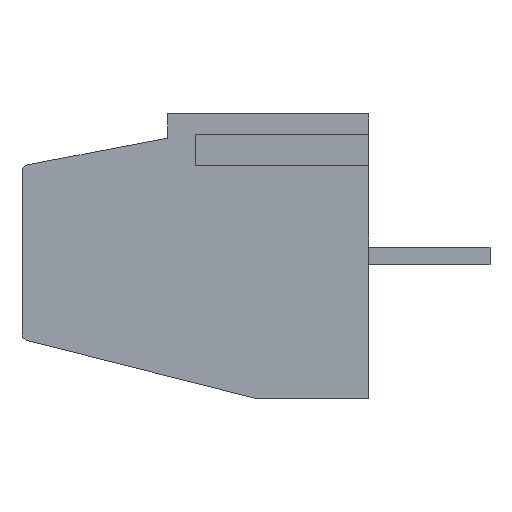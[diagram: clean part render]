
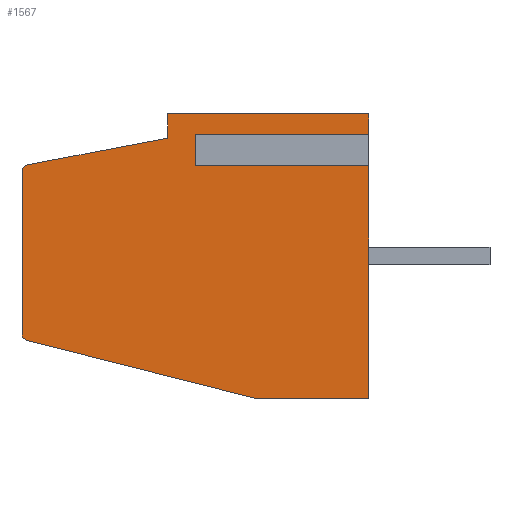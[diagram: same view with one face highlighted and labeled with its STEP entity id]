
A CAD part, left-side view. The second image highlights one B-rep face of the part: STEP entity #1567.
In plain terms, the highlighted planar face has unit normal (-1, 0, 0).
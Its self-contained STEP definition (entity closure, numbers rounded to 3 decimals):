
#84=FACE_OUTER_BOUND('',#180,.T.);
#180=EDGE_LOOP('',(#1044,#1045,#1046,#1047,#1048,#1049,#1050,#1051,#1052,
#1053,#1054,#1055,#1056));
#296=CIRCLE('',#1678,0.2);
#297=CIRCLE('',#1679,0.2);
#338=LINE('',#2265,#506);
#339=LINE('',#2267,#507);
#340=LINE('',#2269,#508);
#341=LINE('',#2271,#509);
#342=LINE('',#2273,#510);
#343=LINE('',#2275,#511);
#344=LINE('',#2279,#512);
#345=LINE('',#2283,#513);
#346=LINE('',#2285,#514);
#347=LINE('',#2287,#515);
#348=LINE('',#2288,#516);
#506=VECTOR('',#1819,0.5);
#507=VECTOR('',#1820,5.);
#508=VECTOR('',#1821,0.8);
#509=VECTOR('',#1822,5.8);
#510=VECTOR('',#1823,0.7);
#511=VECTOR('',#1824,4.11);
#512=VECTOR('',#1827,4.679);
#513=VECTOR('',#1830,6.757);
#514=VECTOR('',#1831,3.3);
#515=VECTOR('',#1832,6.9);
#516=VECTOR('',#1833,5.);
#674=VERTEX_POINT('',#2263);
#675=VERTEX_POINT('',#2264);
#676=VERTEX_POINT('',#2266);
#677=VERTEX_POINT('',#2268);
#678=VERTEX_POINT('',#2270);
#679=VERTEX_POINT('',#2272);
#680=VERTEX_POINT('',#2274);
#681=VERTEX_POINT('',#2276);
#682=VERTEX_POINT('',#2278);
#683=VERTEX_POINT('',#2280);
#684=VERTEX_POINT('',#2282);
#685=VERTEX_POINT('',#2284);
#686=VERTEX_POINT('',#2286);
#822=EDGE_CURVE('',#674,#675,#338,.T.);
#823=EDGE_CURVE('',#676,#674,#339,.T.);
#824=EDGE_CURVE('',#677,#676,#340,.T.);
#825=EDGE_CURVE('',#678,#677,#341,.T.);
#826=EDGE_CURVE('',#679,#678,#342,.T.);
#827=EDGE_CURVE('',#680,#679,#343,.T.);
#828=EDGE_CURVE('',#681,#680,#296,.T.);
#829=EDGE_CURVE('',#682,#681,#344,.T.);
#830=EDGE_CURVE('',#683,#682,#297,.T.);
#831=EDGE_CURVE('',#684,#683,#345,.T.);
#832=EDGE_CURVE('',#685,#684,#346,.T.);
#833=EDGE_CURVE('',#686,#685,#347,.T.);
#834=EDGE_CURVE('',#686,#675,#348,.T.);
#1044=ORIENTED_EDGE('',*,*,#822,.F.);
#1045=ORIENTED_EDGE('',*,*,#823,.F.);
#1046=ORIENTED_EDGE('',*,*,#824,.F.);
#1047=ORIENTED_EDGE('',*,*,#825,.F.);
#1048=ORIENTED_EDGE('',*,*,#826,.F.);
#1049=ORIENTED_EDGE('',*,*,#827,.F.);
#1050=ORIENTED_EDGE('',*,*,#828,.F.);
#1051=ORIENTED_EDGE('',*,*,#829,.F.);
#1052=ORIENTED_EDGE('',*,*,#830,.F.);
#1053=ORIENTED_EDGE('',*,*,#831,.F.);
#1054=ORIENTED_EDGE('',*,*,#832,.F.);
#1055=ORIENTED_EDGE('',*,*,#833,.F.);
#1056=ORIENTED_EDGE('',*,*,#834,.T.);
#1488=PLANE('',#1677);
#1567=ADVANCED_FACE('',(#84),#1488,.F.);
#1677=AXIS2_PLACEMENT_3D('',#2262,#1817,#1818);
#1678=AXIS2_PLACEMENT_3D('',#2277,#1825,#1826);
#1679=AXIS2_PLACEMENT_3D('',#2281,#1828,#1829);
#1817=DIRECTION('center_axis',(1.,0.,0.));
#1818=DIRECTION('ref_axis',(0.,0.,-1.));
#1819=DIRECTION('',(0.,0.,-1.));
#1820=DIRECTION('',(0.,1.,0.));
#1821=DIRECTION('',(0.,0.,-1.));
#1822=DIRECTION('',(0.,-1.,0.));
#1823=DIRECTION('',(0.,0.,1.));
#1824=DIRECTION('',(0.,-0.982,0.187));
#1825=DIRECTION('center_axis',(1.,0.,0.));
#1826=DIRECTION('ref_axis',(0.,1.,0.));
#1827=DIRECTION('',(0.,0.,1.));
#1828=DIRECTION('center_axis',(1.,0.,0.));
#1829=DIRECTION('ref_axis',(0.,0.246,-0.969));
#1830=DIRECTION('',(0.,0.969,0.246));
#1831=DIRECTION('',(0.,1.,0.));
#1832=DIRECTION('',(0.,0.,-1.));
#1833=DIRECTION('',(0.,1.,0.));
#2262=CARTESIAN_POINT('Origin',(-7.5,0.,0.));
#2263=CARTESIAN_POINT('',(-7.5,2.1,-0.8));
#2264=CARTESIAN_POINT('',(-7.5,2.1,-1.3));
#2265=CARTESIAN_POINT('',(-7.5,2.1,-0.8));
#2266=CARTESIAN_POINT('',(-7.5,-2.9,-0.8));
#2267=CARTESIAN_POINT('',(-7.5,-2.9,-0.8));
#2268=CARTESIAN_POINT('',(-7.5,-2.9,0.));
#2269=CARTESIAN_POINT('',(-7.5,-2.9,0.));
#2270=CARTESIAN_POINT('',(-7.5,2.9,0.));
#2271=CARTESIAN_POINT('',(-7.5,2.9,0.));
#2272=CARTESIAN_POINT('',(-7.5,2.9,-0.7));
#2273=CARTESIAN_POINT('',(-7.5,2.9,-0.7));
#2274=CARTESIAN_POINT('',(-7.5,6.937,-1.469));
#2275=CARTESIAN_POINT('',(-7.5,6.937,-1.469));
#2276=CARTESIAN_POINT('',(-7.5,7.1,-1.666));
#2277=CARTESIAN_POINT('Origin',(-7.5,6.9,-1.666));
#2278=CARTESIAN_POINT('',(-7.5,7.1,-6.344));
#2279=CARTESIAN_POINT('',(-7.5,7.1,-6.344));
#2280=CARTESIAN_POINT('',(-7.5,6.949,-6.538));
#2281=CARTESIAN_POINT('Origin',(-7.5,6.9,-6.344));
#2282=CARTESIAN_POINT('',(-7.5,0.4,-8.2));
#2283=CARTESIAN_POINT('',(-7.5,0.4,-8.2));
#2284=CARTESIAN_POINT('',(-7.5,-2.9,-8.2));
#2285=CARTESIAN_POINT('',(-7.5,-2.9,-8.2));
#2286=CARTESIAN_POINT('',(-7.5,-2.9,-1.3));
#2287=CARTESIAN_POINT('',(-7.5,-2.9,-1.3));
#2288=CARTESIAN_POINT('',(-7.5,-2.9,-1.3));
